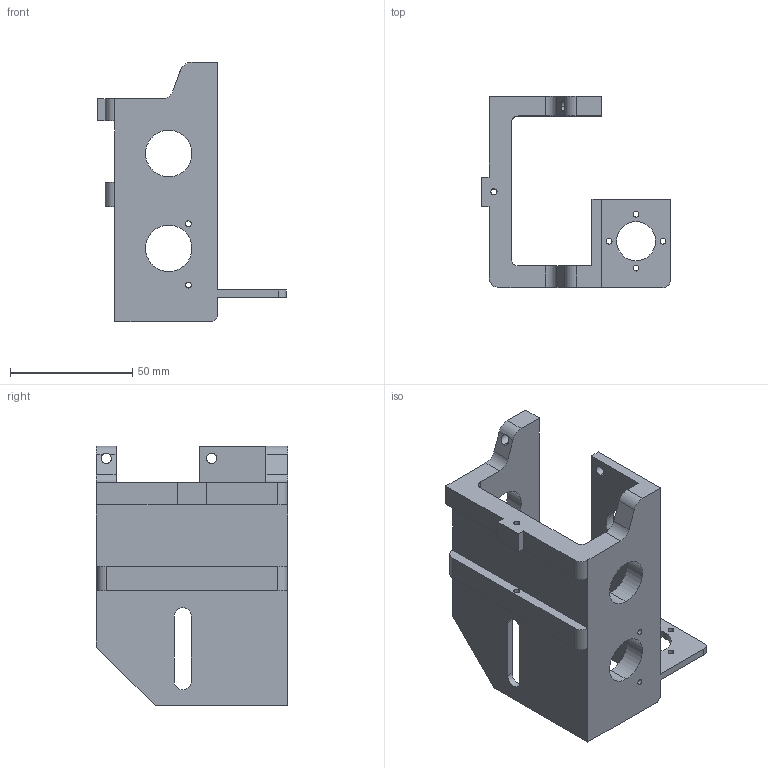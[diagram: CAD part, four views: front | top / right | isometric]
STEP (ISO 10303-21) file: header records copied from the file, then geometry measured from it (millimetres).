
FILE_DESCRIPTION (( 'STEP AP203' ), '1' );
FILE_NAME ('Support moteur_Défaut_sldprt.STEP', '2017-12-12T20:32:59', ( '' ), ( '' ), 'SwSTEP 2.0', 'SolidWorks 2016', '' );
FILE_SCHEMA (( 'CONFIG_CONTROL_DESIGN' ));
Length unit declared in the file: millimetre
Products named in the file (1): Support moteur_Défaut_sldprt
Bounding box: 77 x 78 x 106 mm (x, y, z)
Volume: 87214.8 mm3; surface area: 36600.7 mm2
Topology: 1 solids, 1 shells, 94 faces, 269 edges, 175 vertices
Faces by surface type: cylinder 51, plane 42, bspline 1
Entity records: 3276 total; most frequent: CARTESIAN_POINT 610, DIRECTION 547, ORIENTED_EDGE 536, EDGE_CURVE 268, AXIS2_PLACEMENT_3D 192, VERTEX_POINT 175, VECTOR 163, LINE 163
